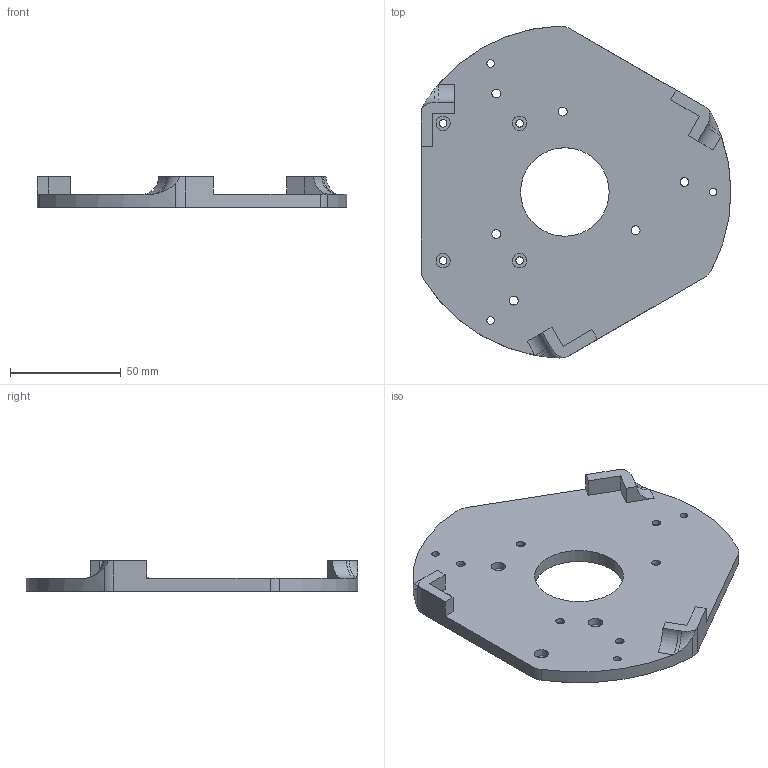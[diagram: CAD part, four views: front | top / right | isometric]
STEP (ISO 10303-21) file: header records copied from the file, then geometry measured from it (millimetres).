
FILE_DESCRIPTION(/* description */ (''),/* implementation_level */ '2;1');
FILE_NAME(/* name */ 'body.step',/* time_stamp */ '2025-12-11T00:37:58+09:00',/* author */ (''),/* organization */ (''),/* preprocessor_version */ 'ST-DEVELOPER v20.1',/* originating_system */ 'Autodesk Translation Framework v14.21.0.0',/* authorisation */ '');
FILE_SCHEMA (('AUTOMOTIVE_DESIGN { 1 0 10303 214 3 1 1 }'));
Length unit declared in the file: millimetre
Products named in the file (1): body
Bounding box: 139.95 x 149.93 x 14 mm (x, y, z)
Volume: 90531.9 mm3; surface area: 36068.5 mm2
Topology: 1 solids, 1 shells, 72 faces, 177 edges, 117 vertices
Faces by surface type: cylinder 39, plane 30, torus 3
Full cylindrical faces by diameter (mm): 3.4 x7, 4 x6, 6.5 x4, 10 x6, 40 x1
Entity records: 2277 total; most frequent: CARTESIAN_POINT 418, DIRECTION 392, ORIENTED_EDGE 354, EDGE_CURVE 177, AXIS2_PLACEMENT_3D 151, VERTEX_POINT 117, EDGE_LOOP 110, LINE 90
